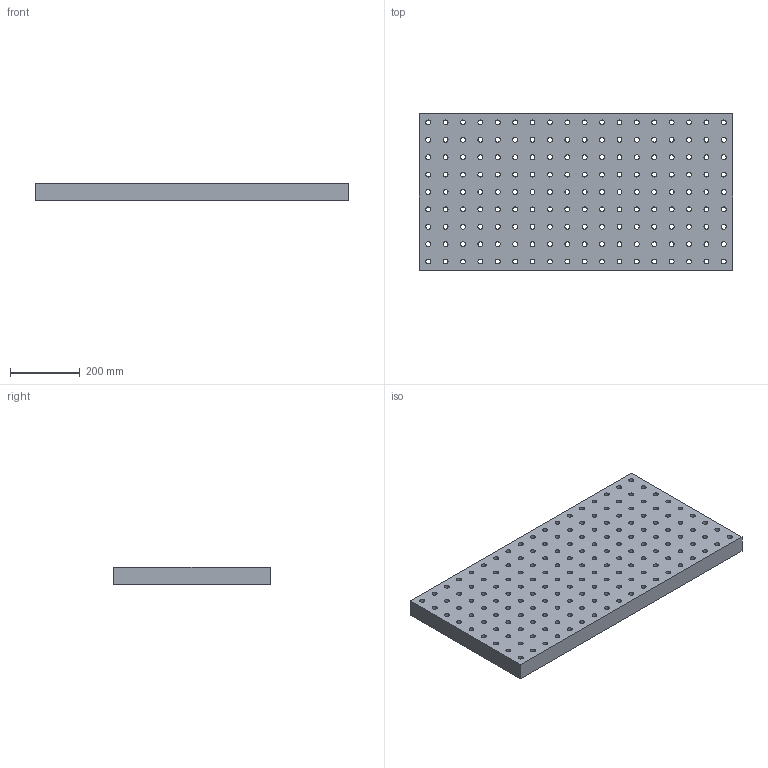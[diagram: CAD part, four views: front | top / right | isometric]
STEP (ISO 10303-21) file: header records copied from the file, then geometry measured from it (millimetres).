
FILE_DESCRIPTION( ( 'Unknown' ), '1' );
FILE_NAME( 'BP02-50450-0900-16.stp', 'Unknown', ( 'S.C.H' ), ( 'Unknown' ), 'XStep 1.0', 'Unknown', ' ' );
FILE_SCHEMA( ( 'CONFIG_CONTROL_DESIGN' ) );
Length unit declared in the file: millimetre
Products named in the file (1): 1
Bounding box: 900 x 450 x 50 mm (x, y, z)
Volume: 19003101.9 mm3; surface area: 1251380.7 mm2
Topology: 1 solids, 1 shells, 168 faces, 660 edges, 494 vertices
Faces by surface type: cylinder 162, plane 6
Full cylindrical faces by diameter (mm): 14 x162
Entity records: 5708 total; most frequent: DIRECTION 998, CARTESIAN_POINT 837, ORIENTED_EDGE 672, EDGE_LOOP 654, AXIS2_PLACEMENT_3D 493, EDGE_CURVE 336, VERTEX_POINT 332, FACE_OUTER_BOUND 330
